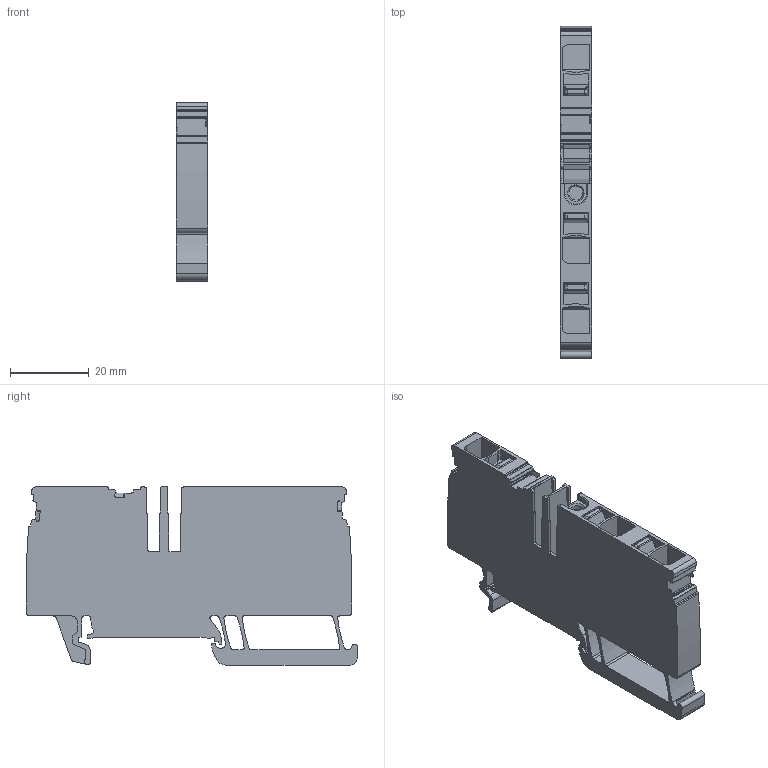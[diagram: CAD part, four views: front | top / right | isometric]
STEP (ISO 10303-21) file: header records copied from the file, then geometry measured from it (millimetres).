
FILE_DESCRIPTION(('CATIA V5 STEP Exchange','CAx-IF Rec.Pracs.--- Model Styling and Organization---1.5--- 2016-08-15','CAx-IF Rec.Pracs.---Supplemental Geometry---1.0---2011-11-01','CAx-IF Rec.Pracs.--- Composite Materials ---1.1---2010-07-15'),'2;1');
FILE_NAME ('1562296-7_0', '2025-01-29T08:40:39+00:00', ('none'), ('Weidmueller'), 'CATIA Version 5-6 Release 2022 SP4 HF5', 'CATIA V5 STEP AP214 v3', 'none');
FILE_SCHEMA(('AUTOMOTIVE_DESIGN { 1 0 10303 214 1 1 1 1 }'));
Length unit declared in the file: millimetre
Products named in the file (1): 2935570000
Bounding box: 8.05 x 84.08 x 45.15 mm (x, y, z)
Volume: 21082.7 mm3; surface area: 11392.5 mm2
Topology: 1 solids, 3 shells, 568 faces, 1594 edges, 1044 vertices
Faces by surface type: cylinder 268, plane 254, bspline 32, cone 9, torus 3, sphere 2
Entity records: 19799 total; most frequent: CARTESIAN_POINT 5345, ORIENTED_EDGE 3184, DIRECTION 2328, EDGE_CURVE 1592, VERTEX_POINT 1044, VECTOR 958, LINE 958, AXIS2_PLACEMENT_3D 906
